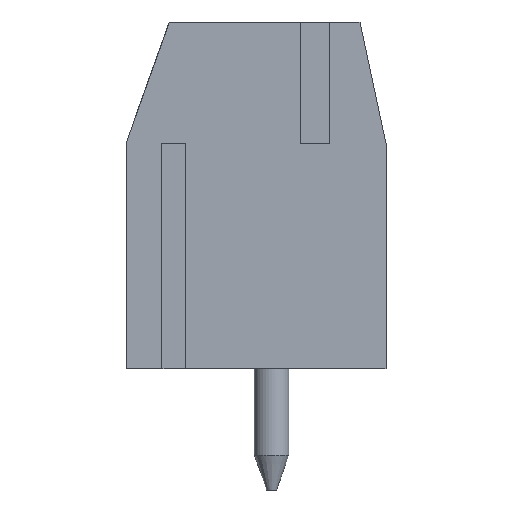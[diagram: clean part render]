
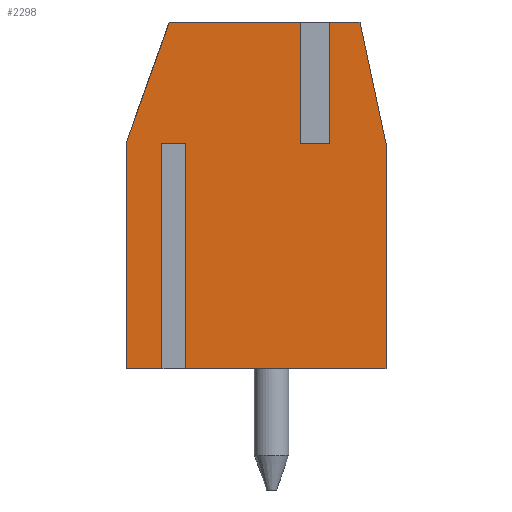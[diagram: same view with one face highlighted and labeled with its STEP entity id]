
A CAD part, left-side view. The second image highlights one B-rep face of the part: STEP entity #2298.
In plain terms, the highlighted planar face has unit normal (-1, 0, 0).
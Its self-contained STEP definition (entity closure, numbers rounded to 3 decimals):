
#301=ORIENTED_EDGE('',*,*,#926,.F.);
#302=ORIENTED_EDGE('',*,*,#927,.F.);
#303=ORIENTED_EDGE('',*,*,#928,.T.);
#304=ORIENTED_EDGE('',*,*,#821,.T.);
#305=ORIENTED_EDGE('',*,*,#849,.T.);
#306=ORIENTED_EDGE('',*,*,#925,.T.);
#307=ORIENTED_EDGE('',*,*,#869,.T.);
#308=ORIENTED_EDGE('',*,*,#929,.F.);
#309=ORIENTED_EDGE('',*,*,#930,.F.);
#310=ORIENTED_EDGE('',*,*,#931,.T.);
#311=ORIENTED_EDGE('',*,*,#880,.T.);
#312=ORIENTED_EDGE('',*,*,#867,.T.);
#313=ORIENTED_EDGE('',*,*,#932,.T.);
#314=ORIENTED_EDGE('',*,*,#825,.T.);
#821=EDGE_CURVE('',#1148,#1147,#1367,.T.);
#825=EDGE_CURVE('',#1152,#1151,#1371,.T.);
#849=EDGE_CURVE('',#1147,#1170,#1389,.F.);
#867=EDGE_CURVE('',#1172,#1186,#1407,.T.);
#869=EDGE_CURVE('',#1189,#1187,#1409,.T.);
#880=EDGE_CURVE('',#1196,#1172,#1418,.T.);
#925=EDGE_CURVE('',#1170,#1189,#1455,.T.);
#926=EDGE_CURVE('',#1226,#1151,#1456,.T.);
#927=EDGE_CURVE('',#1227,#1226,#1457,.T.);
#928=EDGE_CURVE('',#1227,#1148,#1458,.T.);
#929=EDGE_CURVE('',#1228,#1187,#1459,.T.);
#930=EDGE_CURVE('',#1229,#1228,#1460,.T.);
#931=EDGE_CURVE('',#1229,#1196,#1461,.T.);
#932=EDGE_CURVE('',#1186,#1152,#1462,.F.);
#1147=VERTEX_POINT('',#3527);
#1148=VERTEX_POINT('',#3529);
#1151=VERTEX_POINT('',#3535);
#1152=VERTEX_POINT('',#3537);
#1170=VERTEX_POINT('',#3580);
#1172=VERTEX_POINT('',#3585);
#1186=VERTEX_POINT('',#3615);
#1187=VERTEX_POINT('',#3619);
#1189=VERTEX_POINT('',#3622);
#1196=VERTEX_POINT('',#3640);
#1226=VERTEX_POINT('',#3727);
#1227=VERTEX_POINT('',#3729);
#1228=VERTEX_POINT('',#3732);
#1229=VERTEX_POINT('',#3734);
#1367=LINE('',#3528,#1623);
#1371=LINE('',#3536,#1627);
#1389=LINE('',#3581,#1645);
#1407=LINE('',#3616,#1663);
#1409=LINE('',#3621,#1665);
#1418=LINE('',#3639,#1674);
#1455=LINE('',#3724,#1711);
#1456=LINE('',#3726,#1712);
#1457=LINE('',#3728,#1713);
#1458=LINE('',#3730,#1714);
#1459=LINE('',#3731,#1715);
#1460=LINE('',#3733,#1716);
#1461=LINE('',#3735,#1717);
#1462=LINE('',#3736,#1718);
#1623=VECTOR('',#2853,1000.);
#1627=VECTOR('',#2857,1000.);
#1645=VECTOR('',#2891,1000.);
#1663=VECTOR('',#2911,1000.);
#1665=VECTOR('',#2915,1000.);
#1674=VECTOR('',#2928,1000.);
#1711=VECTOR('',#3001,1000.);
#1712=VECTOR('',#3004,1000.);
#1713=VECTOR('',#3005,1000.);
#1714=VECTOR('',#3006,1000.);
#1715=VECTOR('',#3007,1000.);
#1716=VECTOR('',#3008,1000.);
#1717=VECTOR('',#3009,1000.);
#1718=VECTOR('',#3010,1000.);
#1884=EDGE_LOOP('',(#301,#302,#303,#304,#305,#306,#307,#308,#309,#310,#311,
#312,#313,#314));
#2046=FACE_BOUND('',#1884,.T.);
#2201=PLANE('',#2658);
#2298=ADVANCED_FACE('',(#2046),#2201,.T.);
#2658=AXIS2_PLACEMENT_3D('',#3725,#3002,#3003);
#2853=DIRECTION('',(0.,1.,0.));
#2857=DIRECTION('',(0.,1.,0.));
#2891=DIRECTION('',(0.,-0.336,0.942));
#2911=DIRECTION('',(0.,0.,1.));
#2915=DIRECTION('',(0.,-1.,0.));
#2928=DIRECTION('',(0.,-1.,0.));
#3001=DIRECTION('',(0.,0.,-1.));
#3002=DIRECTION('',(-1.,0.,0.));
#3003=DIRECTION('',(0.,0.,1.));
#3004=DIRECTION('',(0.,0.,1.));
#3005=DIRECTION('',(0.,-1.,0.));
#3006=DIRECTION('',(0.,0.,1.));
#3007=DIRECTION('',(0.,0.,-1.));
#3008=DIRECTION('',(0.,1.,0.));
#3009=DIRECTION('',(0.,0.,-1.));
#3010=DIRECTION('',(0.,-0.21,-0.978));
#3527=CARTESIAN_POINT('',(-5.,2.5,5.));
#3528=CARTESIAN_POINT('',(-5.,-3.75,5.));
#3529=CARTESIAN_POINT('',(-5.,-1.35,5.));
#3535=CARTESIAN_POINT('',(-5.,-2.05,5.));
#3536=CARTESIAN_POINT('',(-5.,-3.75,5.));
#3537=CARTESIAN_POINT('',(-5.,-3.,5.));
#3580=CARTESIAN_POINT('',(-5.,3.75,1.5));
#3581=CARTESIAN_POINT('',(-5.,3.801,1.357));
#3585=CARTESIAN_POINT('',(-5.,-3.75,-5.));
#3615=CARTESIAN_POINT('',(-5.,-3.75,1.5));
#3616=CARTESIAN_POINT('',(-5.,-3.75,-5.));
#3619=CARTESIAN_POINT('',(-5.,2.725,-5.));
#3621=CARTESIAN_POINT('',(-5.,3.75,-5.));
#3622=CARTESIAN_POINT('',(-5.,3.75,-5.));
#3639=CARTESIAN_POINT('',(-5.,3.75,-5.));
#3640=CARTESIAN_POINT('',(-5.,2.025,-5.));
#3724=CARTESIAN_POINT('',(-5.,3.75,5.));
#3725=CARTESIAN_POINT('',(-5.,0.,0.));
#3726=CARTESIAN_POINT('',(-5.,-2.05,1.5));
#3727=CARTESIAN_POINT('',(-5.,-2.05,1.5));
#3728=CARTESIAN_POINT('',(-5.,-1.35,1.5));
#3729=CARTESIAN_POINT('',(-5.,-1.35,1.5));
#3730=CARTESIAN_POINT('',(-5.,-1.35,1.5));
#3731=CARTESIAN_POINT('',(-5.,2.725,1.5));
#3732=CARTESIAN_POINT('',(-5.,2.725,1.5));
#3733=CARTESIAN_POINT('',(-5.,2.025,1.5));
#3734=CARTESIAN_POINT('',(-5.,2.025,1.5));
#3735=CARTESIAN_POINT('',(-5.,2.025,1.5));
#3736=CARTESIAN_POINT('',(-5.,-3.893,0.834));
